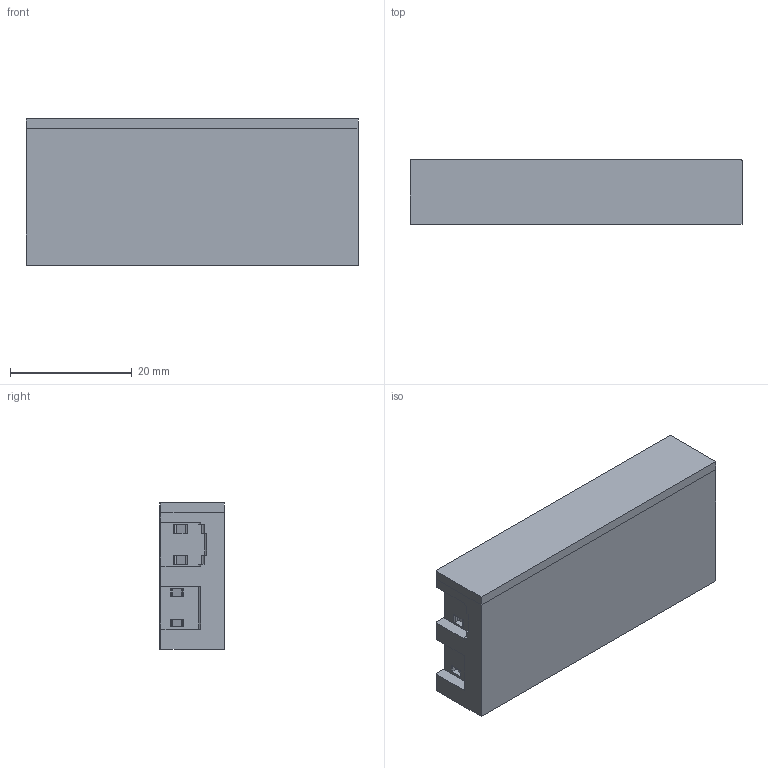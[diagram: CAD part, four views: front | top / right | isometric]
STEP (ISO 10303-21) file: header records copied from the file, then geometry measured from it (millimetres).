
FILE_DESCRIPTION(/* description */ (''),/* implementation_level */ '2;1');
FILE_NAME(/* name */ '2XAAAH~1',/* time_stamp */ '2017-01-10T17:58:42+01:00',/* author */ (''),/* organization */ (''),/* preprocessor_version */ 'ST-DEVELOPER v14',/* originating_system */ '',/* authorisation */ '');
FILE_SCHEMA (('AUTOMOTIVE_DESIGN'));
Length unit declared in the file: millimetre
Products named in the file (1): Document
Bounding box: 54.5 x 10.6 x 24 mm (x, y, z)
Volume: 5301.1 mm3; surface area: 5499.4 mm2
Topology: 1 solids, 1 shells, 182 faces, 498 edges, 328 vertices
Faces by surface type: bspline 93, plane 89
Entity records: 6146 total; most frequent: CARTESIAN_POINT 3156, ORIENTED_EDGE 996, EDGE_CURVE 498, VERTEX_POINT 328, B_SPLINE_CURVE_WITH_KNOTS 271, EDGE_LOOP 192, ADVANCED_FACE 182, FACE_OUTER_BOUND 182
